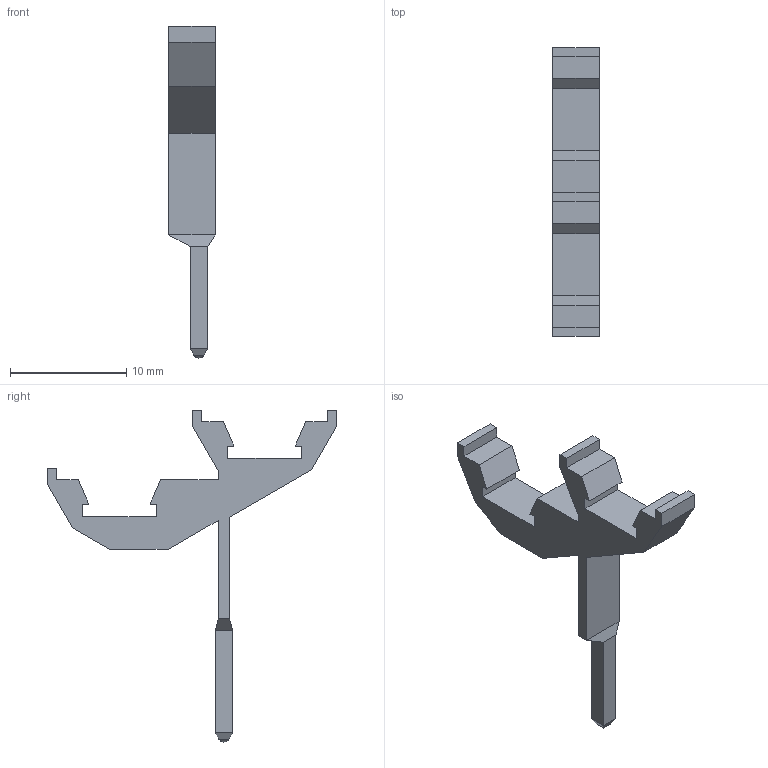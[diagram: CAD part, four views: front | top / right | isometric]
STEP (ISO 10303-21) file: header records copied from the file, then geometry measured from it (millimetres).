
FILE_DESCRIPTION(('Creo Elements/Direct Modeling STEP Export'),'2;1');
FILE_NAME('model.stp','2020-11-10T 0:07:41',(''),(''),'Creo Elements/Direct Modeling STEP processor for AP214 (Solid Model)','Creo Elements/Direct Modeling 20.1A 29-Sep-2018 (C) Parametric Technology GmbH','');
FILE_SCHEMA(('AUTOMOTIVE_DESIGN { 1 0 10303 214 1 1 1 1 }'));
Length unit declared in the file: millimetre
Products named in the file (2): STP_4_2_select
Assembly tree (1 placements, depth 2):
  STP_4_2_select
    STP_4_2_select
Bounding box: 4 x 24.9 x 28.6 mm (x, y, z)
Volume: 445.4 mm3; surface area: 682.2 mm2
Topology: 1 solids, 1 shells, 55 faces, 142 edges, 89 vertices
Faces by surface type: plane 51, cylinder 4
Entity records: 2089 total; most frequent: CARTESIAN_POINT 284, ORIENTED_EDGE 284, DIRECTION 252, EDGE_CURVE 142, VECTOR 138, LINE 138, VERTEX_POINT 89, AXIS2_PLACEMENT_3D 57
